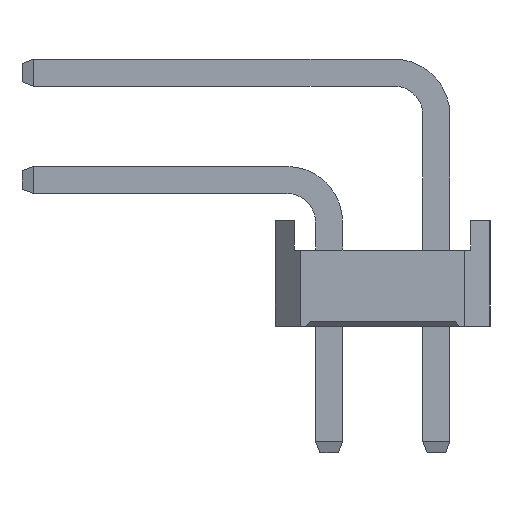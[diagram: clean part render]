
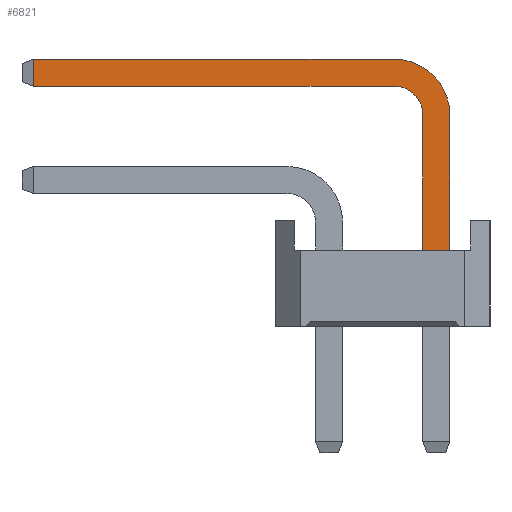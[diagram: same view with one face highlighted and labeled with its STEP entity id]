
A CAD part, left-side view. The second image highlights one B-rep face of the part: STEP entity #6821.
In plain terms, the highlighted planar face has unit normal (-1, 0, 0).
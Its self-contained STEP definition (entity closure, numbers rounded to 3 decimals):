
#6821=ADVANCED_FACE('',(#22149),#22151,.T.);
#22149=FACE_BOUND('',#22150,.T.);
#22150=EDGE_LOOP('',(#34245,#34246,#34247,#34248,#34249,#34250,#34251,#34252));
#22151=PLANE('',#22152);
#22152=AXIS2_PLACEMENT_3D('',#22153,#22154,#22155);
#22153=CARTESIAN_POINT('',(-0.32,-2.22,-3.));
#22154=DIRECTION('',(-1.,0.,0.));
#22155=DIRECTION('',(0.,-1.,0.));
#34245=ORIENTED_EDGE('',*,*,#41642,.F.);
#34246=ORIENTED_EDGE('',*,*,#41643,.F.);
#34247=ORIENTED_EDGE('',*,*,#41644,.F.);
#34248=ORIENTED_EDGE('',*,*,#41645,.F.);
#34249=ORIENTED_EDGE('',*,*,#39703,.T.);
#34250=ORIENTED_EDGE('',*,*,#41641,.T.);
#34251=ORIENTED_EDGE('',*,*,#41646,.T.);
#34252=ORIENTED_EDGE('',*,*,#41647,.T.);
#39703=EDGE_CURVE('',#45126,#45124,#45127,.T.);
#41641=EDGE_CURVE('',#45124,#48186,#48188,.T.);
#41642=EDGE_CURVE('',#48189,#48190,#48191,.T.);
#41643=EDGE_CURVE('',#48192,#48189,#48193,.T.);
#41644=EDGE_CURVE('',#48194,#48192,#48195,.T.);
#41645=EDGE_CURVE('',#45126,#48194,#48196,.T.);
#41646=EDGE_CURVE('',#48186,#48197,#48198,.T.);
#41647=EDGE_CURVE('',#48197,#48190,#48199,.T.);
#45124=VERTEX_POINT('',#54286);
#45126=VERTEX_POINT('',#54290);
#45127=LINE('',#54291,#54292);
#48186=VERTEX_POINT('',#61350);
#48188=LINE('',#61354,#61355);
#48189=VERTEX_POINT('',#61357);
#48190=VERTEX_POINT('',#61358);
#48191=LINE('',#61359,#61360);
#48192=VERTEX_POINT('',#61362);
#48193=LINE('',#61363,#61364);
#48194=VERTEX_POINT('',#61366);
#48195=CIRCLE('',#61367,0.68);
#48196=LINE('',#61371,#61372);
#48197=VERTEX_POINT('',#61374);
#48198=CIRCLE('',#61375,1.32);
#48199=LINE('',#61379,#61380);
#54286=CARTESIAN_POINT('',(-0.32,-2.86,1.8));
#54290=CARTESIAN_POINT('',(-0.32,-2.22,1.8));
#54291=CARTESIAN_POINT('',(-0.32,-2.22,1.8));
#54292=VECTOR('',#54293,1.);
#54293=DIRECTION('',(0.,-1.,0.));
#61350=CARTESIAN_POINT('',(-0.32,-2.86,5.));
#61354=CARTESIAN_POINT('',(-0.32,-2.86,1.8));
#61355=VECTOR('',#61356,1.);
#61356=DIRECTION('',(0.,0.,1.));
#61357=CARTESIAN_POINT('',(-0.32,6.995,5.68));
#61358=CARTESIAN_POINT('',(-0.32,6.995,6.32));
#61359=CARTESIAN_POINT('',(-0.32,6.995,5.68));
#61360=VECTOR('',#61361,1.);
#61361=DIRECTION('',(0.,0.,1.));
#61362=CARTESIAN_POINT('',(-0.32,-1.54,5.68));
#61363=CARTESIAN_POINT('',(-0.32,-1.54,5.68));
#61364=VECTOR('',#61365,1.);
#61365=DIRECTION('',(0.,1.,0.));
#61366=CARTESIAN_POINT('',(-0.32,-2.22,5.));
#61367=AXIS2_PLACEMENT_3D('',#61368,#61369,#61370);
#61368=CARTESIAN_POINT('',(-0.32,-1.54,5.));
#61369=DIRECTION('',(-1.,-0.,0.));
#61370=DIRECTION('',(0.,-1.,0.));
#61371=CARTESIAN_POINT('',(-0.32,-2.22,1.8));
#61372=VECTOR('',#61373,1.);
#61373=DIRECTION('',(0.,0.,1.));
#61374=CARTESIAN_POINT('',(-0.32,-1.54,6.32));
#61375=AXIS2_PLACEMENT_3D('',#61376,#61377,#61378);
#61376=CARTESIAN_POINT('',(-0.32,-1.54,5.));
#61377=DIRECTION('',(-1.,-0.,0.));
#61378=DIRECTION('',(0.,-1.,0.));
#61379=CARTESIAN_POINT('',(-0.32,-1.54,6.32));
#61380=VECTOR('',#61381,1.);
#61381=DIRECTION('',(0.,1.,0.));
